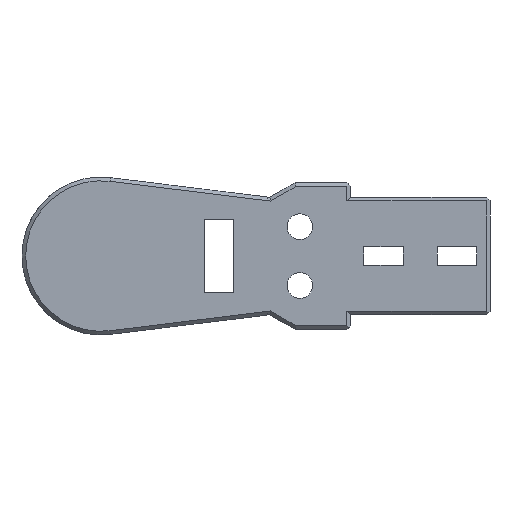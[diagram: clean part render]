
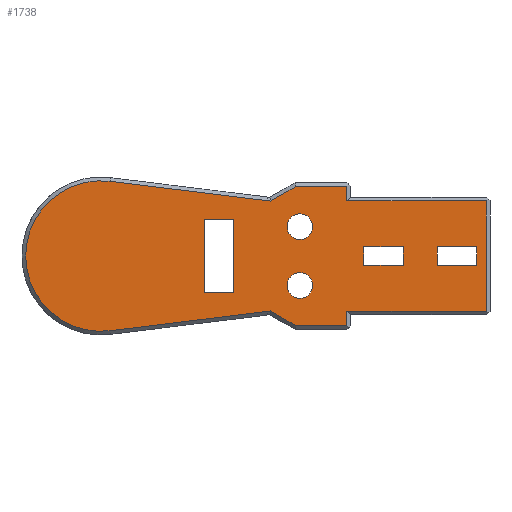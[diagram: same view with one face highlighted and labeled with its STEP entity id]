
A CAD part, front view. The second image highlights one B-rep face of the part: STEP entity #1738.
In plain terms, the highlighted planar face has unit normal (0, -1, 0).
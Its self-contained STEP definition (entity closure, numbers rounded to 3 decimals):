
#53=FACE_BOUND('',#246,.T.);
#54=FACE_BOUND('',#247,.T.);
#55=FACE_BOUND('',#248,.T.);
#56=FACE_BOUND('',#249,.T.);
#57=FACE_BOUND('',#250,.T.);
#70=CIRCLE('',#1844,10.25);
#74=CIRCLE('',#1856,1.75);
#75=CIRCLE('',#1857,1.75);
#144=FACE_OUTER_BOUND('',#245,.T.);
#245=EDGE_LOOP('',(#1387,#1388,#1389,#1390,#1391,#1392,#1393,#1394,#1395,
#1396,#1397,#1398));
#246=EDGE_LOOP('',(#1399));
#247=EDGE_LOOP('',(#1400));
#248=EDGE_LOOP('',(#1401,#1402,#1403,#1404));
#249=EDGE_LOOP('',(#1405,#1406,#1407,#1408));
#250=EDGE_LOOP('',(#1409,#1410,#1411,#1412));
#348=LINE('',#2455,#554);
#408=LINE('',#2593,#614);
#412=LINE('',#2600,#618);
#417=LINE('',#2611,#623);
#421=LINE('',#2618,#627);
#431=LINE('',#2639,#637);
#433=LINE('',#2643,#639);
#435=LINE('',#2647,#641);
#440=LINE('',#2659,#646);
#443=LINE('',#2663,#649);
#444=LINE('',#2665,#650);
#452=LINE('',#2706,#658);
#453=LINE('',#2708,#659);
#454=LINE('',#2710,#660);
#455=LINE('',#2711,#661);
#456=LINE('',#2714,#662);
#457=LINE('',#2716,#663);
#458=LINE('',#2718,#664);
#459=LINE('',#2719,#665);
#460=LINE('',#2722,#666);
#461=LINE('',#2724,#667);
#462=LINE('',#2726,#668);
#463=LINE('',#2727,#669);
#554=VECTOR('',#1989,10.);
#614=VECTOR('',#2097,10.);
#618=VECTOR('',#2103,10.);
#623=VECTOR('',#2114,10.);
#627=VECTOR('',#2120,10.);
#637=VECTOR('',#2134,10.);
#639=VECTOR('',#2138,10.);
#641=VECTOR('',#2142,10.);
#646=VECTOR('',#2155,10.);
#649=VECTOR('',#2160,10.);
#650=VECTOR('',#2163,10.);
#658=VECTOR('',#2189,10.);
#659=VECTOR('',#2190,10.);
#660=VECTOR('',#2191,10.);
#661=VECTOR('',#2192,10.);
#662=VECTOR('',#2193,10.);
#663=VECTOR('',#2194,10.);
#664=VECTOR('',#2195,10.);
#665=VECTOR('',#2196,10.);
#666=VECTOR('',#2197,10.);
#667=VECTOR('',#2198,10.);
#668=VECTOR('',#2199,10.);
#669=VECTOR('',#2200,10.);
#751=VERTEX_POINT('',#2452);
#752=VERTEX_POINT('',#2454);
#793=VERTEX_POINT('',#2590);
#794=VERTEX_POINT('',#2592);
#796=VERTEX_POINT('',#2598);
#798=VERTEX_POINT('',#2608);
#799=VERTEX_POINT('',#2610);
#801=VERTEX_POINT('',#2616);
#810=VERTEX_POINT('',#2637);
#811=VERTEX_POINT('',#2642);
#812=VERTEX_POINT('',#2646);
#815=VERTEX_POINT('',#2653);
#824=VERTEX_POINT('',#2700);
#825=VERTEX_POINT('',#2702);
#826=VERTEX_POINT('',#2704);
#827=VERTEX_POINT('',#2705);
#828=VERTEX_POINT('',#2707);
#829=VERTEX_POINT('',#2709);
#830=VERTEX_POINT('',#2712);
#831=VERTEX_POINT('',#2713);
#832=VERTEX_POINT('',#2715);
#833=VERTEX_POINT('',#2717);
#834=VERTEX_POINT('',#2720);
#835=VERTEX_POINT('',#2721);
#836=VERTEX_POINT('',#2723);
#837=VERTEX_POINT('',#2725);
#917=EDGE_CURVE('',#751,#752,#348,.T.);
#982=EDGE_CURVE('',#793,#794,#408,.T.);
#986=EDGE_CURVE('',#796,#793,#412,.T.);
#991=EDGE_CURVE('',#798,#799,#417,.T.);
#995=EDGE_CURVE('',#801,#798,#421,.T.);
#1005=EDGE_CURVE('',#810,#801,#431,.T.);
#1007=EDGE_CURVE('',#794,#811,#433,.T.);
#1009=EDGE_CURVE('',#799,#812,#435,.T.);
#1013=EDGE_CURVE('',#815,#751,#70,.T.);
#1016=EDGE_CURVE('',#812,#815,#440,.T.);
#1019=EDGE_CURVE('',#752,#796,#443,.T.);
#1020=EDGE_CURVE('',#811,#810,#444,.T.);
#1033=EDGE_CURVE('',#824,#824,#74,.T.);
#1034=EDGE_CURVE('',#825,#825,#75,.T.);
#1035=EDGE_CURVE('',#826,#827,#452,.T.);
#1036=EDGE_CURVE('',#827,#828,#453,.T.);
#1037=EDGE_CURVE('',#828,#829,#454,.T.);
#1038=EDGE_CURVE('',#829,#826,#455,.T.);
#1039=EDGE_CURVE('',#830,#831,#456,.T.);
#1040=EDGE_CURVE('',#831,#832,#457,.T.);
#1041=EDGE_CURVE('',#832,#833,#458,.T.);
#1042=EDGE_CURVE('',#833,#830,#459,.T.);
#1043=EDGE_CURVE('',#834,#835,#460,.T.);
#1044=EDGE_CURVE('',#835,#836,#461,.T.);
#1045=EDGE_CURVE('',#836,#837,#462,.T.);
#1046=EDGE_CURVE('',#837,#834,#463,.T.);
#1387=ORIENTED_EDGE('',*,*,#917,.F.);
#1388=ORIENTED_EDGE('',*,*,#1013,.F.);
#1389=ORIENTED_EDGE('',*,*,#1016,.F.);
#1390=ORIENTED_EDGE('',*,*,#1009,.F.);
#1391=ORIENTED_EDGE('',*,*,#991,.F.);
#1392=ORIENTED_EDGE('',*,*,#995,.F.);
#1393=ORIENTED_EDGE('',*,*,#1005,.F.);
#1394=ORIENTED_EDGE('',*,*,#1020,.F.);
#1395=ORIENTED_EDGE('',*,*,#1007,.F.);
#1396=ORIENTED_EDGE('',*,*,#982,.F.);
#1397=ORIENTED_EDGE('',*,*,#986,.F.);
#1398=ORIENTED_EDGE('',*,*,#1019,.F.);
#1399=ORIENTED_EDGE('',*,*,#1033,.T.);
#1400=ORIENTED_EDGE('',*,*,#1034,.T.);
#1401=ORIENTED_EDGE('',*,*,#1035,.T.);
#1402=ORIENTED_EDGE('',*,*,#1036,.T.);
#1403=ORIENTED_EDGE('',*,*,#1037,.T.);
#1404=ORIENTED_EDGE('',*,*,#1038,.T.);
#1405=ORIENTED_EDGE('',*,*,#1039,.T.);
#1406=ORIENTED_EDGE('',*,*,#1040,.T.);
#1407=ORIENTED_EDGE('',*,*,#1041,.T.);
#1408=ORIENTED_EDGE('',*,*,#1042,.T.);
#1409=ORIENTED_EDGE('',*,*,#1043,.T.);
#1410=ORIENTED_EDGE('',*,*,#1044,.T.);
#1411=ORIENTED_EDGE('',*,*,#1045,.T.);
#1412=ORIENTED_EDGE('',*,*,#1046,.T.);
#1659=PLANE('',#1855);
#1738=ADVANCED_FACE('',(#144,#53,#54,#55,#56,#57),#1659,.F.);
#1844=AXIS2_PLACEMENT_3D('',#2655,#2148,#2149);
#1855=AXIS2_PLACEMENT_3D('',#2699,#2183,#2184);
#1856=AXIS2_PLACEMENT_3D('',#2701,#2185,#2186);
#1857=AXIS2_PLACEMENT_3D('',#2703,#2187,#2188);
#1989=DIRECTION('',(0.993,0.,-0.122));
#2097=DIRECTION('',(0.,0.,-1.));
#2103=DIRECTION('',(1.,0.,0.));
#2114=DIRECTION('',(-1.,0.,0.));
#2120=DIRECTION('',(0.,0.,-1.));
#2134=DIRECTION('',(-1.,0.,0.));
#2138=DIRECTION('',(1.,0.,0.));
#2142=DIRECTION('',(-0.866,0.,0.5));
#2148=DIRECTION('center_axis',(0.,1.,0.));
#2149=DIRECTION('ref_axis',(-1.,0.,0.));
#2155=DIRECTION('',(-0.993,0.,-0.122));
#2160=DIRECTION('',(0.866,0.,0.5));
#2163=DIRECTION('',(0.,0.,-1.));
#2183=DIRECTION('center_axis',(0.,1.,0.));
#2184=DIRECTION('ref_axis',(1.,0.,0.));
#2185=DIRECTION('center_axis',(0.,1.,0.));
#2186=DIRECTION('ref_axis',(1.,0.,0.));
#2187=DIRECTION('center_axis',(0.,1.,0.));
#2188=DIRECTION('ref_axis',(1.,0.,0.));
#2189=DIRECTION('',(1.,0.,0.));
#2190=DIRECTION('',(0.,0.,-1.));
#2191=DIRECTION('',(-1.,0.,0.));
#2192=DIRECTION('',(0.,0.,1.));
#2193=DIRECTION('',(1.,0.,0.));
#2194=DIRECTION('',(0.,0.,-1.));
#2195=DIRECTION('',(-1.,0.,0.));
#2196=DIRECTION('',(0.,0.,1.));
#2197=DIRECTION('',(0.,0.,1.));
#2198=DIRECTION('',(1.,0.,0.));
#2199=DIRECTION('',(0.,0.,-1.));
#2200=DIRECTION('',(-1.,0.,0.));
#2452=CARTESIAN_POINT('',(7.252,0.,2.173));
#2454=CARTESIAN_POINT('',(29.105,0.,-0.517));
#2455=CARTESIAN_POINT('',(18.827,0.,0.748));
#2590=CARTESIAN_POINT('',(39.5,0.,1.5));
#2592=CARTESIAN_POINT('',(39.5,0.,-0.5));
#2593=CARTESIAN_POINT('',(39.5,0.,-3.));
#2598=CARTESIAN_POINT('',(32.598,0.,1.5));
#2600=CARTESIAN_POINT('',(30.982,0.,1.5));
#2608=CARTESIAN_POINT('',(39.5,0.,-17.5));
#2610=CARTESIAN_POINT('',(32.598,0.,-17.5));
#2611=CARTESIAN_POINT('',(34.75,0.,-17.5));
#2616=CARTESIAN_POINT('',(39.5,0.,-15.5));
#2618=CARTESIAN_POINT('',(39.5,0.,-12.));
#2637=CARTESIAN_POINT('',(58.5,0.,-15.5));
#2639=CARTESIAN_POINT('',(44.25,0.,-15.5));
#2642=CARTESIAN_POINT('',(58.5,0.,-0.5));
#2643=CARTESIAN_POINT('',(14.75,0.,-0.5));
#2646=CARTESIAN_POINT('',(29.105,0.,-15.483));
#2647=CARTESIAN_POINT('',(29.438,0.,-15.675));
#2653=CARTESIAN_POINT('',(7.252,0.,-18.173));
#2655=CARTESIAN_POINT('Origin',(6.,0.,-8.));
#2659=CARTESIAN_POINT('',(29.67,0.,-15.414));
#2663=CARTESIAN_POINT('',(27.705,0.,-1.325));
#2665=CARTESIAN_POINT('',(58.5,0.,-4.));
#2699=CARTESIAN_POINT('Origin',(29.5,0.,-8.));
#2700=CARTESIAN_POINT('',(31.35,0.,-12.));
#2701=CARTESIAN_POINT('Origin',(33.1,0.,-12.));
#2702=CARTESIAN_POINT('',(31.35,0.,-4.));
#2703=CARTESIAN_POINT('Origin',(33.1,0.,-4.));
#2704=CARTESIAN_POINT('',(41.8,0.,-6.75));
#2705=CARTESIAN_POINT('',(47.2,0.,-6.75));
#2706=CARTESIAN_POINT('',(37.,0.,-6.75));
#2707=CARTESIAN_POINT('',(47.2,0.,-9.25));
#2708=CARTESIAN_POINT('',(47.2,0.,-8.));
#2709=CARTESIAN_POINT('',(41.8,0.,-9.25));
#2710=CARTESIAN_POINT('',(37.,0.,-9.25));
#2711=CARTESIAN_POINT('',(41.8,0.,-8.));
#2712=CARTESIAN_POINT('',(51.8,0.,-6.75));
#2713=CARTESIAN_POINT('',(57.2,0.,-6.75));
#2714=CARTESIAN_POINT('',(42.,0.,-6.75));
#2715=CARTESIAN_POINT('',(57.2,0.,-9.25));
#2716=CARTESIAN_POINT('',(57.2,0.,-8.));
#2717=CARTESIAN_POINT('',(51.8,0.,-9.25));
#2718=CARTESIAN_POINT('',(42.,0.,-9.25));
#2719=CARTESIAN_POINT('',(51.8,0.,-8.));
#2720=CARTESIAN_POINT('',(20.052,0.,-13.));
#2721=CARTESIAN_POINT('',(20.052,0.,-3.));
#2722=CARTESIAN_POINT('',(20.052,0.,-10.5));
#2723=CARTESIAN_POINT('',(24.052,0.,-3.));
#2724=CARTESIAN_POINT('',(24.776,0.,-3.));
#2725=CARTESIAN_POINT('',(24.052,0.,-13.));
#2726=CARTESIAN_POINT('',(24.052,0.,-5.5));
#2727=CARTESIAN_POINT('',(26.776,0.,-13.));
